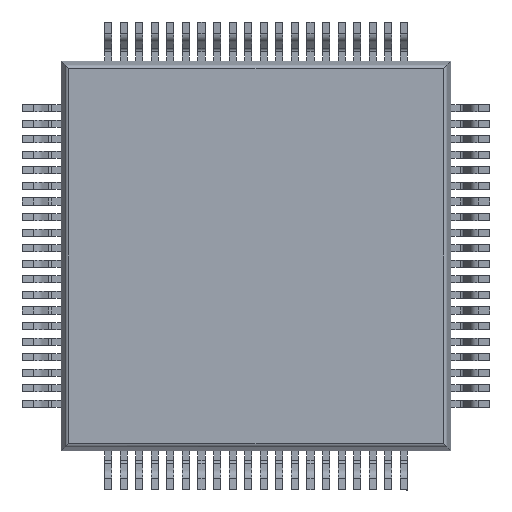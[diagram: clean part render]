
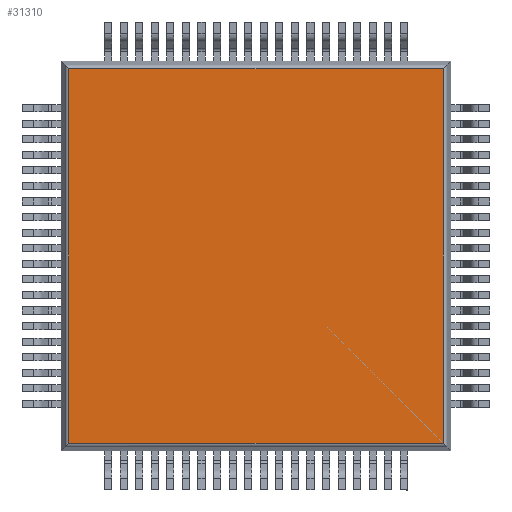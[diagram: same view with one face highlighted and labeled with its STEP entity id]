
A CAD part, front view. The second image highlights one B-rep face of the part: STEP entity #31310.
In plain terms, the highlighted planar face has unit normal (0, -1, 0).
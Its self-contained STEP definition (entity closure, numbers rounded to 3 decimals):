
#623 = CARTESIAN_POINT ( 'NONE',  ( -4.808, 0.15, 4.808 ) ) ;
#2055 = EDGE_CURVE ( 'NONE', #44107, #47032, #6188, .T. ) ;
#6188 = LINE ( 'NONE', #18722, #37254 ) ;
#9345 = CARTESIAN_POINT ( 'NONE',  ( -4.808, 0.15, -4.808 ) ) ;
#10760 = CARTESIAN_POINT ( 'NONE',  ( -5., 0.15, -5. ) ) ;
#11137 = DIRECTION ( 'NONE',  ( -1., 0., 0. ) ) ;
#12334 = EDGE_CURVE ( 'NONE', #52419, #33068, #21007, .T. ) ;
#14811 = DIRECTION ( 'NONE',  ( 0., 0., -1. ) ) ;
#15606 = FACE_OUTER_BOUND ( 'NONE', #27105, .T. ) ;
#16737 = LINE ( 'NONE', #42291, #38262 ) ;
#18722 = CARTESIAN_POINT ( 'NONE',  ( -5., 0.15, -4.808 ) ) ;
#18877 = ORIENTED_EDGE ( 'NONE', *, *, #51203, .T. ) ;
#21007 = LINE ( 'NONE', #27210, #50690 ) ;
#23879 = VECTOR ( 'NONE', #31044, 1000. ) ;
#24167 = ORIENTED_EDGE ( 'NONE', *, *, #12334, .T. ) ;
#24862 = AXIS2_PLACEMENT_3D ( 'NONE', #10760, #39046, #14811 ) ;
#27105 = EDGE_LOOP ( 'NONE', ( #50329, #41816, #18877, #24167 ) ) ;
#27210 = CARTESIAN_POINT ( 'NONE',  ( -5., 0.15, 4.808 ) ) ;
#27647 = CARTESIAN_POINT ( 'NONE',  ( 4.808, 0.15, -4.808 ) ) ;
#31044 = DIRECTION ( 'NONE',  ( 0., 0., -1. ) ) ;
#31310 = ADVANCED_FACE ( 'NONE', ( #15606 ), #47019, .T. ) ;
#33068 = VERTEX_POINT ( 'NONE', #623 ) ;
#35924 = LINE ( 'NONE', #50965, #23879 ) ;
#37254 = VECTOR ( 'NONE', #47043, 1000. ) ;
#38262 = VECTOR ( 'NONE', #46168, 1000. ) ;
#39046 = DIRECTION ( 'NONE',  ( 0., -1., 0. ) ) ;
#41816 = ORIENTED_EDGE ( 'NONE', *, *, #2055, .T. ) ;
#42291 = CARTESIAN_POINT ( 'NONE',  ( 4.808, 0.15, -5. ) ) ;
#43742 = EDGE_CURVE ( 'NONE', #33068, #44107, #35924, .T. ) ;
#44107 = VERTEX_POINT ( 'NONE', #9345 ) ;
#46168 = DIRECTION ( 'NONE',  ( 0., 0., 1. ) ) ;
#47019 = PLANE ( 'NONE',  #24862 ) ;
#47032 = VERTEX_POINT ( 'NONE', #27647 ) ;
#47043 = DIRECTION ( 'NONE',  ( 1., 0., 0. ) ) ;
#50329 = ORIENTED_EDGE ( 'NONE', *, *, #43742, .T. ) ;
#50690 = VECTOR ( 'NONE', #11137, 1000. ) ;
#50965 = CARTESIAN_POINT ( 'NONE',  ( -4.808, 0.15, -5. ) ) ;
#51203 = EDGE_CURVE ( 'NONE', #47032, #52419, #16737, .T. ) ;
#51836 = CARTESIAN_POINT ( 'NONE',  ( 4.808, 0.15, 4.808 ) ) ;
#52419 = VERTEX_POINT ( 'NONE', #51836 ) ;
